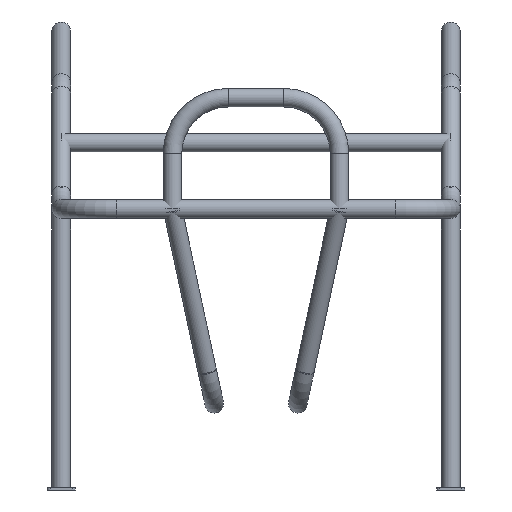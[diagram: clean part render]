
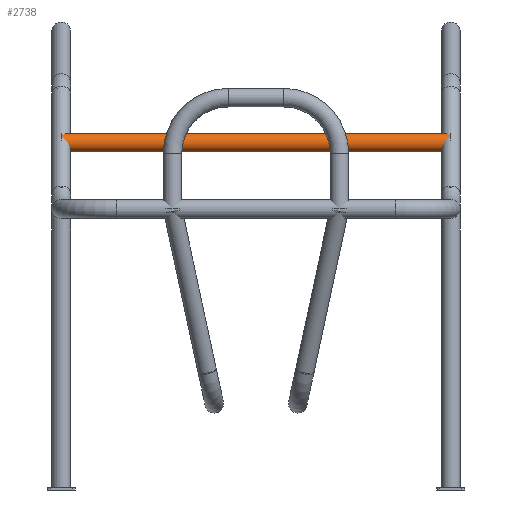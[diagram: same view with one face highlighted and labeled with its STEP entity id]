
A CAD part, front view. The second image highlights one B-rep face of the part: STEP entity #2738.
In plain terms, the highlighted cylindrical face has radius 16.701 mm (diameter 33.401 mm), a full revolution.
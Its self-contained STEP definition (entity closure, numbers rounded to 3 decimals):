
#2738 = ADVANCED_FACE('',(#2739),#2766,.T.);
#2739 = FACE_BOUND('',#2740,.T.);
#2740 = EDGE_LOOP('',(#2741,#2750,#2758,#2765));
#2741 = ORIENTED_EDGE('',*,*,#2742,.T.);
#2742 = EDGE_CURVE('',#2743,#2743,#2745,.T.);
#2743 = VERTEX_POINT('',#2744);
#2744 = CARTESIAN_POINT('',(248.711,211.228,
    -0.911));
#2745 = CIRCLE('',#2746,16.701);
#2746 = AXIS2_PLACEMENT_3D('',#2747,#2748,#2749);
#2747 = CARTESIAN_POINT('',(248.711,199.419,
    -12.72));
#2748 = DIRECTION('',(-1.,0.,0.));
#2749 = DIRECTION('',(0.,-0.707,-0.707
    ));
#2750 = ORIENTED_EDGE('',*,*,#2751,.T.);
#2751 = EDGE_CURVE('',#2743,#2752,#2754,.T.);
#2752 = VERTEX_POINT('',#2753);
#2753 = CARTESIAN_POINT('',(-451.289,211.228,
    -0.911));
#2754 = LINE('',#2755,#2756);
#2755 = CARTESIAN_POINT('',(-451.289,211.228,
    -0.911));
#2756 = VECTOR('',#2757,1.);
#2757 = DIRECTION('',(-1.,0.,0.));
#2758 = ORIENTED_EDGE('',*,*,#2759,.F.);
#2759 = EDGE_CURVE('',#2752,#2752,#2760,.T.);
#2760 = CIRCLE('',#2761,16.701);
#2761 = AXIS2_PLACEMENT_3D('',#2762,#2763,#2764);
#2762 = CARTESIAN_POINT('',(-451.289,199.419,
    -12.72));
#2763 = DIRECTION('',(-1.,0.,0.));
#2764 = DIRECTION('',(0.,-0.707,-0.707
    ));
#2765 = ORIENTED_EDGE('',*,*,#2751,.F.);
#2766 = CYLINDRICAL_SURFACE('',#2767,16.701);
#2767 = AXIS2_PLACEMENT_3D('',#2768,#2769,#2770);
#2768 = CARTESIAN_POINT('',(-451.289,199.419,
    -12.72));
#2769 = DIRECTION('',(1.,0.,0.));
#2770 = DIRECTION('',(0.,-0.707,-0.707
    ));
